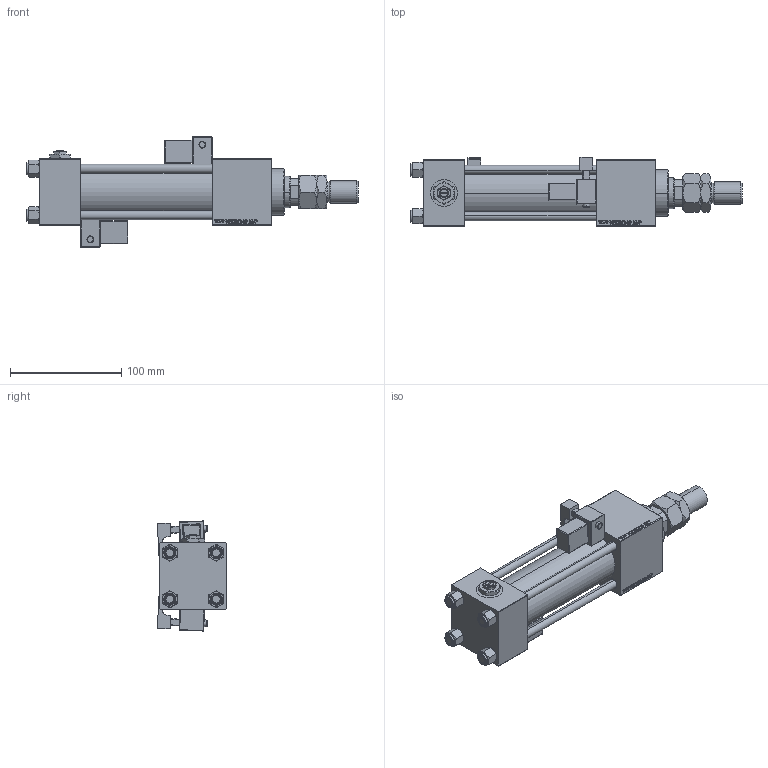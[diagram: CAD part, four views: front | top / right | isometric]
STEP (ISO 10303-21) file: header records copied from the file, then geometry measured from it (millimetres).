
FILE_DESCRIPTION (( 'STEP AP203' ), '1' );
FILE_NAME ('f4cc.STEP', '2023-08-23T14:22:27', ( '' ), ( '' ), 'SwSTEP 2.0', 'SolidWorks 2019', '' );
FILE_SCHEMA (( 'CONFIG_CONTROL_DESIGN' ));
Length unit declared in the file: millimetre
Products named in the file (9): NUT_M5_C ec467afa6841d036e602198390d4d2f2; V215CR_C_TYCINKA ec467afa6841d036e602198390d4d2f2; V215_VC_A ec467afa6841d036e602198390d4d2f2; MTA ec467afa6841d036e602198390d4d2f2; V215CR_VCP_C ec467afa6841d036e602198390d4d2f2; V215CR_MSU ec467afa6841d036e602198390d4d2f2; f4cc; V215CR_C_Body ec467afa6841d036e602198390d4d2f2; Zatka_pro_OIL_PORT ec467afa6841d036e602198390d4d2f2
Assembly tree (15 placements, depth 2):
  f4cc
    V215CR_C_Body ec467afa6841d036e602198390d4d2f2
    V215CR_VCP_C ec467afa6841d036e602198390d4d2f2
    NUT_M5_C ec467afa6841d036e602198390d4d2f2  x4
    V215CR_C_TYCINKA ec467afa6841d036e602198390d4d2f2  x4
    V215_VC_A ec467afa6841d036e602198390d4d2f2
    MTA ec467afa6841d036e602198390d4d2f2
    V215CR_MSU ec467afa6841d036e602198390d4d2f2  x2
    Zatka_pro_OIL_PORT ec467afa6841d036e602198390d4d2f2
Bounding box: 298 x 61.9 x 98.85 mm (x, y, z)
Volume: 564899.6 mm3; surface area: 158548.7 mm2
Topology: 15 solids, 15 shells, 1405 faces, 3458 edges, 2187 vertices
Faces by surface type: plane 623, bspline 392, cone 186, cylinder 158, sphere 24, torus 22
Entity records: 55786 total; most frequent: CARTESIAN_POINT 28515, ORIENTED_EDGE 6026, DIRECTION 4103, EDGE_CURVE 3013, VERTEX_POINT 1947, LINE 1753, VECTOR 1753, EDGE_LOOP 1346
